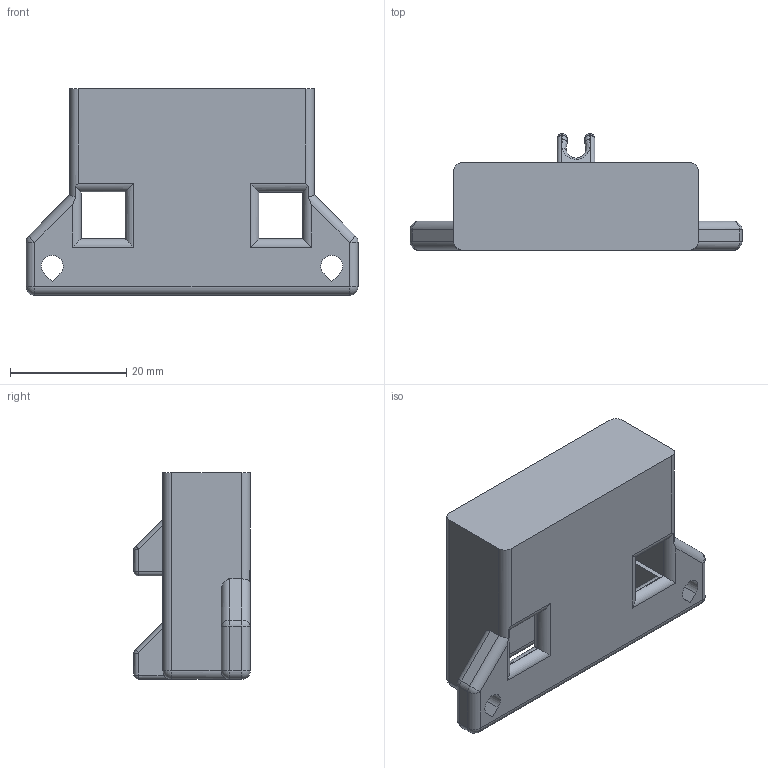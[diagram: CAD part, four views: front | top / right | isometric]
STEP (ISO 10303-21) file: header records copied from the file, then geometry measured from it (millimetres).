
FILE_DESCRIPTION (( 'STEP AP214' ), '1' );
FILE_NAME ('REV-39-1598 Logitech C270 Horizontal Holder.STEP', '2019-08-16T19:46:48', ( '' ), ( '' ), 'SwSTEP 2.0', 'SolidWorks 2018', '' );
FILE_SCHEMA (( 'AUTOMOTIVE_DESIGN' ));
Length unit declared in the file: millimetre
Products named in the file (1): REV-39-1598 Logitech C270 Horizontal Holder
Bounding box: 57 x 20 x 35.5 mm (x, y, z)
Volume: 11976.7 mm3; surface area: 8656.8 mm2
Topology: 1 solids, 1 shells, 157 faces, 411 edges, 239 vertices
Faces by surface type: cylinder 82, plane 45, torus 10, bspline 10, sphere 10
Entity records: 4987 total; most frequent: CARTESIAN_POINT 1385, ORIENTED_EDGE 802, DIRECTION 704, EDGE_CURVE 401, AXIS2_PLACEMENT_3D 242, VERTEX_POINT 239, VECTOR 220, LINE 220
